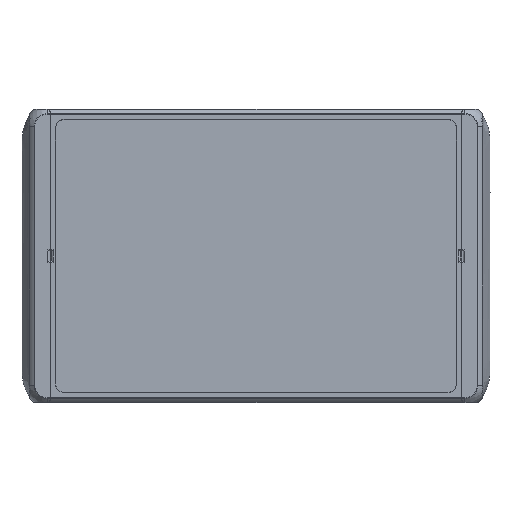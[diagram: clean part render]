
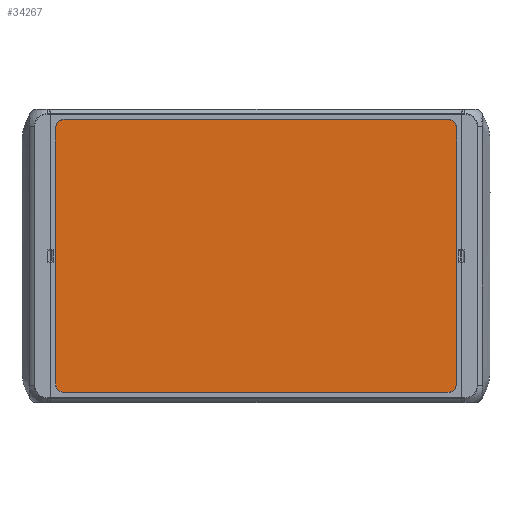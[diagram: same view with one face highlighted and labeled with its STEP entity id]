
A CAD part, top view. The second image highlights one B-rep face of the part: STEP entity #34267.
In plain terms, the highlighted planar face has unit normal (0, 0, 1).
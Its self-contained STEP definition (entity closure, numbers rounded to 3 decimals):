
#3222=PLANE('',#37722);
#4979=FACE_OUTER_BOUND('',#7249,.T.);
#7249=EDGE_LOOP('',(#29632,#29633,#29634,#29635,#29636,#29637,#29638,#29639));
#9546=LINE('',#83944,#11877);
#9549=LINE('',#83952,#11880);
#9552=LINE('',#83960,#11883);
#9554=LINE('',#83966,#11885);
#11877=VECTOR('',#46185,148.014);
#11880=VECTOR('',#46194,222.014);
#11883=VECTOR('',#46203,148.014);
#11885=VECTOR('',#46211,222.014);
#13106=ELLIPSE('',#37657,5.014,5.);
#13107=ELLIPSE('',#37660,5.014,5.);
#13108=ELLIPSE('',#37663,5.014,5.);
#13109=ELLIPSE('',#37666,5.014,5.);
#15851=VERTEX_POINT('',#83936);
#15852=VERTEX_POINT('',#83937);
#15853=VERTEX_POINT('',#83942);
#15854=VERTEX_POINT('',#83946);
#15855=VERTEX_POINT('',#83950);
#15856=VERTEX_POINT('',#83954);
#15857=VERTEX_POINT('',#83958);
#15858=VERTEX_POINT('',#83962);
#20499=EDGE_CURVE('',#15851,#15852,#13106,.T.);
#20503=EDGE_CURVE('',#15852,#15853,#9546,.T.);
#20504=EDGE_CURVE('',#15853,#15854,#13107,.T.);
#20507=EDGE_CURVE('',#15854,#15855,#9549,.T.);
#20508=EDGE_CURVE('',#15855,#15856,#13108,.T.);
#20511=EDGE_CURVE('',#15856,#15857,#9552,.T.);
#20512=EDGE_CURVE('',#15857,#15858,#13109,.T.);
#20514=EDGE_CURVE('',#15858,#15851,#9554,.T.);
#29632=ORIENTED_EDGE('',*,*,#20499,.T.);
#29633=ORIENTED_EDGE('',*,*,#20503,.T.);
#29634=ORIENTED_EDGE('',*,*,#20504,.T.);
#29635=ORIENTED_EDGE('',*,*,#20507,.T.);
#29636=ORIENTED_EDGE('',*,*,#20508,.T.);
#29637=ORIENTED_EDGE('',*,*,#20511,.T.);
#29638=ORIENTED_EDGE('',*,*,#20512,.T.);
#29639=ORIENTED_EDGE('',*,*,#20514,.T.);
#34267=ADVANCED_FACE('',(#4979),#3222,.T.);
#37657=AXIS2_PLACEMENT_3D('',#83938,#46178,#46179);
#37660=AXIS2_PLACEMENT_3D('',#83947,#46188,#46189);
#37663=AXIS2_PLACEMENT_3D('',#83955,#46197,#46198);
#37666=AXIS2_PLACEMENT_3D('',#83963,#46206,#46207);
#37722=AXIS2_PLACEMENT_3D('',#84278,#46347,#46348);
#46178=DIRECTION('center_axis',(0.,0.,1.));
#46179=DIRECTION('ref_axis',(-0.707,0.707,0.));
#46185=DIRECTION('',(0.,-1.,0.));
#46188=DIRECTION('center_axis',(0.,0.,1.));
#46189=DIRECTION('ref_axis',(-0.707,-0.707,0.));
#46194=DIRECTION('',(1.,0.,0.));
#46197=DIRECTION('center_axis',(0.,0.,1.));
#46198=DIRECTION('ref_axis',(0.707,-0.707,0.));
#46203=DIRECTION('',(0.,1.,0.));
#46206=DIRECTION('center_axis',(0.,0.,1.));
#46207=DIRECTION('ref_axis',(0.707,0.707,0.));
#46211=DIRECTION('',(-1.,0.,0.));
#46347=DIRECTION('center_axis',(0.,0.,1.));
#46348=DIRECTION('ref_axis',(1.,0.,0.));
#83936=CARTESIAN_POINT('',(-111.007,79.,18.));
#83937=CARTESIAN_POINT('',(-116.,74.007,18.));
#83938=CARTESIAN_POINT('Origin',(-110.993,73.993,18.));
#83942=CARTESIAN_POINT('',(-116.,-74.007,18.));
#83944=CARTESIAN_POINT('',(-116.,-79.,18.));
#83946=CARTESIAN_POINT('',(-111.007,-79.,18.));
#83947=CARTESIAN_POINT('Origin',(-110.993,-73.993,18.));
#83950=CARTESIAN_POINT('',(111.007,-79.,18.));
#83952=CARTESIAN_POINT('',(116.,-79.,18.));
#83954=CARTESIAN_POINT('',(116.,-74.007,18.));
#83955=CARTESIAN_POINT('Origin',(110.993,-73.993,18.));
#83958=CARTESIAN_POINT('',(116.,74.007,18.));
#83960=CARTESIAN_POINT('',(116.,79.,18.));
#83962=CARTESIAN_POINT('',(111.007,79.,18.));
#83963=CARTESIAN_POINT('Origin',(110.993,73.993,18.));
#83966=CARTESIAN_POINT('',(-116.,79.,18.));
#84278=CARTESIAN_POINT('Origin',(0.,0.,
18.));
